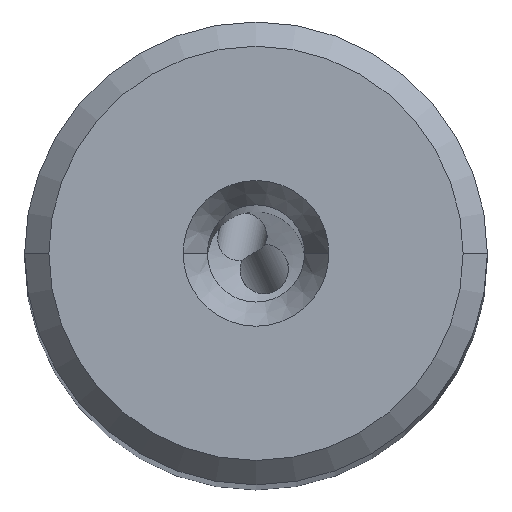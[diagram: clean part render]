
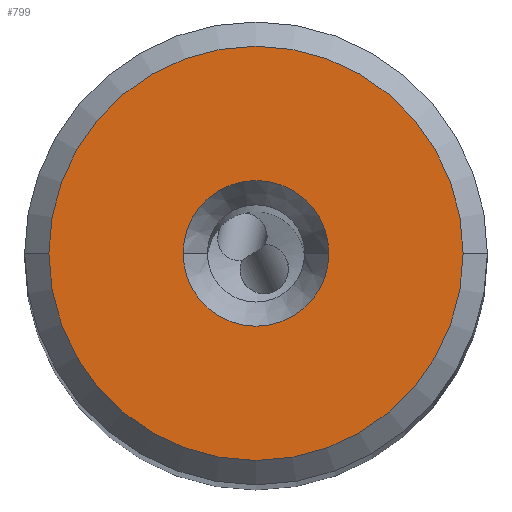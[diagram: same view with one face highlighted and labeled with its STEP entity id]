
A CAD part, top view. The second image highlights one B-rep face of the part: STEP entity #799.
In plain terms, the highlighted planar face has unit normal (0, 0, 1).
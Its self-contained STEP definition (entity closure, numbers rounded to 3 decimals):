
#587=PLANE('',#7101);
#799=ADVANCED_FACE('',(#1109,#1110),#587,.T.);
#1109=FACE_BOUND('',#1323,.T.);
#1110=FACE_BOUND('',#1324,.T.);
#1323=EDGE_LOOP('',(#3699,#3700,#3701,#3702));
#1324=EDGE_LOOP('',(#3703,#3704));
#3699=ORIENTED_EDGE('',*,*,#5811,.F.);
#3700=ORIENTED_EDGE('',*,*,#5812,.F.);
#3701=ORIENTED_EDGE('',*,*,#5813,.F.);
#3702=ORIENTED_EDGE('',*,*,#5814,.F.);
#3703=ORIENTED_EDGE('',*,*,#5815,.F.);
#3704=ORIENTED_EDGE('',*,*,#5810,.F.);
#4942=VERTEX_POINT('',#13455);
#4943=VERTEX_POINT('',#13457);
#4944=VERTEX_POINT('',#13461);
#4945=VERTEX_POINT('',#13462);
#4946=VERTEX_POINT('',#13464);
#4947=VERTEX_POINT('',#13466);
#5810=EDGE_CURVE('',#4943,#4942,#6299,.T.);
#5811=EDGE_CURVE('',#4944,#4945,#6300,.T.);
#5812=EDGE_CURVE('',#4946,#4944,#6301,.T.);
#5813=EDGE_CURVE('',#4947,#4946,#6302,.T.);
#5814=EDGE_CURVE('',#4945,#4947,#6303,.T.);
#5815=EDGE_CURVE('',#4942,#4943,#6304,.T.);
#6299=CIRCLE('',#7094,3.);
#6300=CIRCLE('',#7096,8.525);
#6301=CIRCLE('',#7097,8.525);
#6302=CIRCLE('',#7098,8.525);
#6303=CIRCLE('',#7099,8.525);
#6304=CIRCLE('',#7100,3.);
#7094=AXIS2_PLACEMENT_3D('',#13458,#8475,#8476);
#7096=AXIS2_PLACEMENT_3D('',#13460,#8479,#8480);
#7097=AXIS2_PLACEMENT_3D('',#13463,#8481,#8482);
#7098=AXIS2_PLACEMENT_3D('',#13465,#8483,#8484);
#7099=AXIS2_PLACEMENT_3D('',#13467,#8485,#8486);
#7100=AXIS2_PLACEMENT_3D('',#13468,#8487,#8488);
#7101=AXIS2_PLACEMENT_3D('',#13469,#8489,#8490);
#8475=DIRECTION('',(0.,0.,1.));
#8476=DIRECTION('',(-1.,0.,0.));
#8479=DIRECTION('',(0.,0.,-1.));
#8480=DIRECTION('',(0.,1.,0.));
#8481=DIRECTION('',(0.,0.,-1.));
#8482=DIRECTION('',(-1.,0.,0.));
#8483=DIRECTION('',(0.,0.,-1.));
#8484=DIRECTION('',(0.,-1.,0.));
#8485=DIRECTION('',(0.,0.,-1.));
#8486=DIRECTION('',(1.,0.,0.));
#8487=DIRECTION('',(0.,0.,1.));
#8488=DIRECTION('',(1.,0.,0.));
#8489=DIRECTION('',(0.,0.,1.));
#8490=DIRECTION('',(1.,0.,0.));
#13455=CARTESIAN_POINT('',(3.,0.,0.));
#13457=CARTESIAN_POINT('',(-3.,0.,0.));
#13458=CARTESIAN_POINT('',(0.,0.,0.));
#13460=CARTESIAN_POINT('',(0.,0.,0.));
#13461=CARTESIAN_POINT('',(0.,8.525,0.));
#13462=CARTESIAN_POINT('',(8.525,0.,0.));
#13463=CARTESIAN_POINT('',(0.,0.,0.));
#13464=CARTESIAN_POINT('',(-8.525,0.,0.));
#13465=CARTESIAN_POINT('',(0.,0.,0.));
#13466=CARTESIAN_POINT('',(0.,-8.525,0.));
#13467=CARTESIAN_POINT('',(0.,0.,0.));
#13468=CARTESIAN_POINT('',(0.,0.,0.));
#13469=CARTESIAN_POINT('',(0.,0.,0.));
